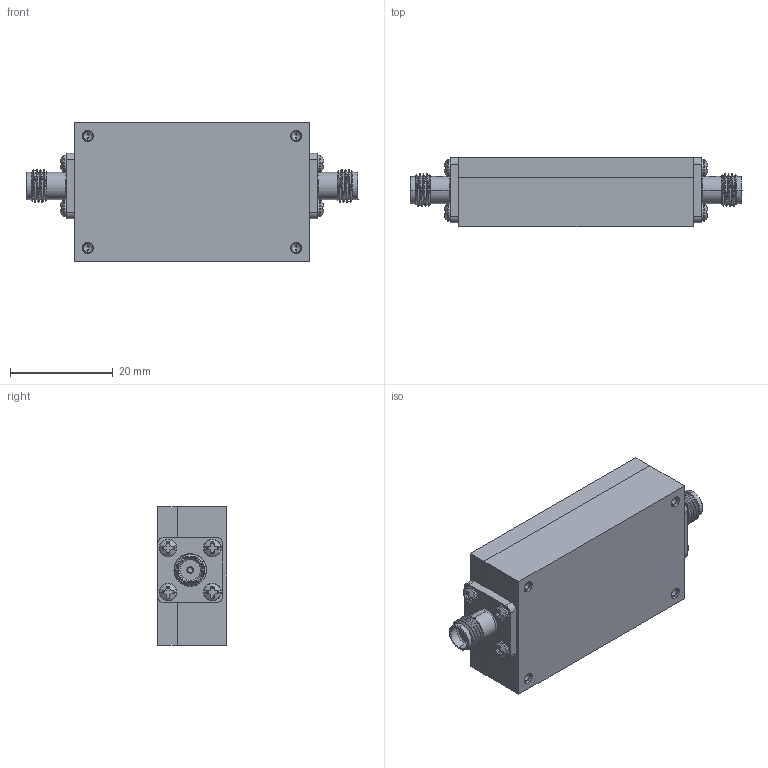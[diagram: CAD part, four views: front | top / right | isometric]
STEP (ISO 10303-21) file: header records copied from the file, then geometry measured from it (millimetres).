
FILE_DESCRIPTION (( 'STEP AP214' ), '1' );
FILE_NAME ('PE8701.STEP', '2018-01-26T20:28:18', ( '' ), ( '' ), 'SwSTEP 2.0', 'SolidWorks 2017', '' );
FILE_SCHEMA (( 'AUTOMOTIVE_DESIGN' ));
Length unit declared in the file: inch
Products named in the file (1): PE8701
Bounding box: 64.77 x 13.51 x 26.92 mm (x, y, z)
Volume: 17414.7 mm3; surface area: 7315.4 mm2
Topology: 19 solids, 19 shells, 1350 faces, 3598 edges, 2378 vertices
Faces by surface type: plane 704, bspline 289, cylinder 269, cone 84, torus 4
Entity records: 73198 total; most frequent: CARTESIAN_POINT 30382, ORIENTED_EDGE 7180, DIRECTION 5322, EDGE_CURVE 3590, VERTEX_POINT 2378, VECTOR 2098, LINE 2098, AXIS2_PLACEMENT_3D 1612
